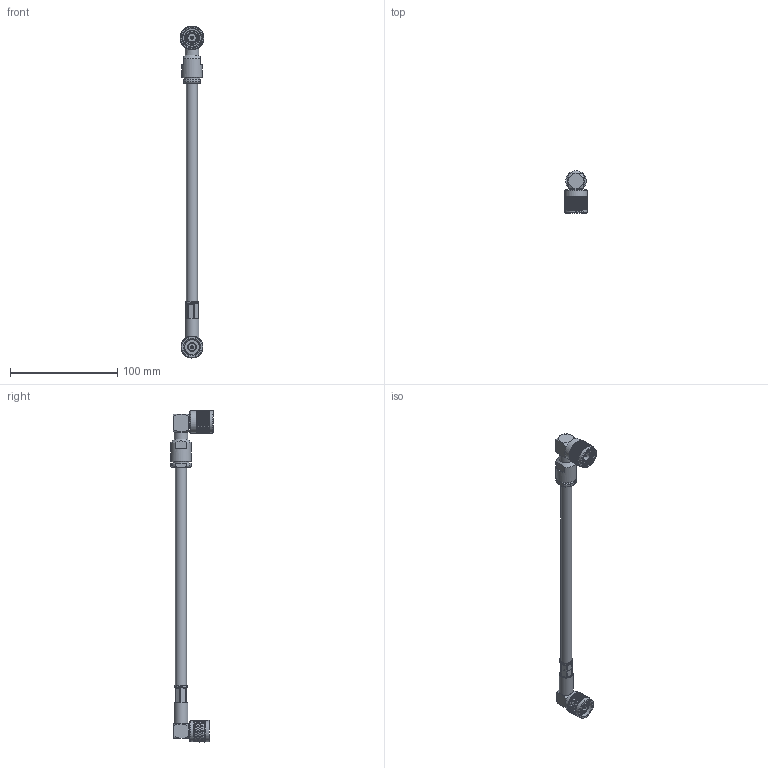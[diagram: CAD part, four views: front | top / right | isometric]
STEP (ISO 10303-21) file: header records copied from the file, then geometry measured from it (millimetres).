
FILE_DESCRIPTION (( 'STEP AP203' ), '1' );
FILE_NAME ('PE36923LF_3D.step', '2022-04-27T15:01:08', ( '' ), ( '' ), 'SwSTEP 2.0', 'SolidWorks 2021', '' );
FILE_SCHEMA (( 'CONFIG_CONTROL_DESIGN' ));
Products named in the file (4): PE36923LF_3D; RG213U^PE36923LF_RG213U; PE4230^PE36923LF; PE4482^PE36923LF_Crimped
Assembly tree (3 placements, depth 2):
  PE36923LF_3D
    RG213U^PE36923LF_RG213U
    PE4230^PE36923LF
    PE4482^PE36923LF_Crimped
Bounding box: 22 x 39.49 x 309 mm (x, y, z)
Volume: 42204.8 mm3; surface area: 21652.6 mm2
Topology: 4 solids, 4 shells, 3578 faces, 7682 edges, 4133 vertices
Faces by surface type: bspline 2696, cylinder 729, plane 101, cone 50, torus 2
Full cylindrical faces by diameter (mm): 1.524 x1, 1.593 x1, 2.54 x1, 2.794 x1, 6.985 x1, 7.493 x1, 7.874 x1, 8.255 x1, 9.5 x1, 10.287 x1, 11.3 x1, 11.43 x1, 12.4 x1, 12.7 x1, 12.774 x1, 12.954 x1, 13 x1, 13.97 x1, 15.598 x1, 15.875 x5, 19 x1, 19.715 x2, 20.923 x2
Entity records: 146707 total; most frequent: CARTESIAN_POINT 99434, ORIENTED_EDGE 15206, EDGE_CURVE 7603, VERTEX_POINT 4107, EDGE_LOOP 3642, FACE_OUTER_BOUND 3600, ADVANCED_FACE 3573, B_SPLINE_CURVE_WITH_KNOTS 3313
